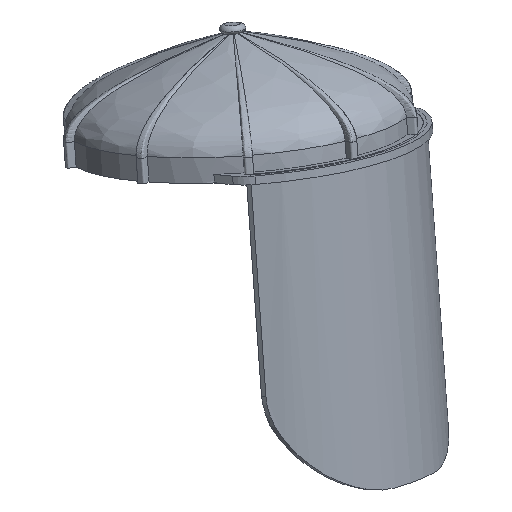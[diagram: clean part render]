
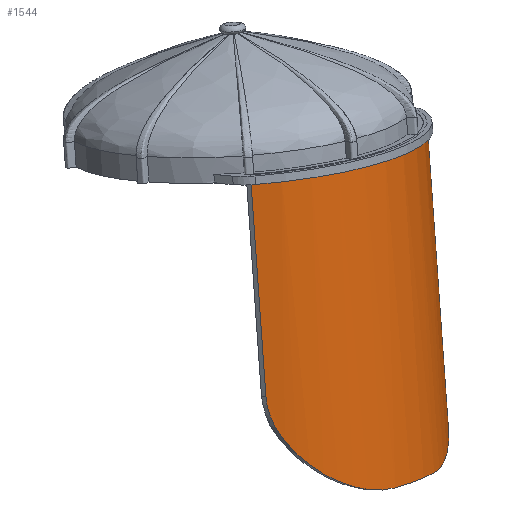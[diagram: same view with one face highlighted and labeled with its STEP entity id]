
A CAD part, front view. The second image highlights one B-rep face of the part: STEP entity #1544.
In plain terms, the highlighted cylindrical face has radius 107 mm (diameter 214 mm), a partial arc.
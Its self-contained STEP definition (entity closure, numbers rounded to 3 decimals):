
#45=CYLINDRICAL_SURFACE('',#1689,107.);
#107=CIRCLE('',#1688,107.);
#108=CIRCLE('',#1690,107.);
#223=FACE_OUTER_BOUND('',#315,.T.);
#315=EDGE_LOOP('',(#1307,#1308,#1309,#1310,#1311,#1312));
#392=LINE('',#4673,#471);
#393=LINE('',#4677,#472);
#471=VECTOR('',#1946,10.);
#472=VECTOR('',#1949,10.);
#571=B_SPLINE_CURVE_WITH_KNOTS('',3,(#4592,#4593,#4594,#4595,#4596,#4597,
#4598,#4599,#4600,#4601,#4602,#4603,#4604,#4605,#4606,#4607,#4608,#4609),
 .UNSPECIFIED.,.F.,.F.,(4,2,2,2,2,2,2,2,4),(20.592,21.902,
23.211,24.52,25.829,27.19,28.552,
29.913,31.274),.UNSPECIFIED.);
#576=B_SPLINE_CURVE_WITH_KNOTS('',3,(#4678,#4679,#4680,#4681,#4682,#4683,
#4684,#4685,#4686,#4687,#4688,#4689,#4690,#4691,#4692,#4693,#4694,#4695),
 .UNSPECIFIED.,.F.,.F.,(4,2,2,2,2,2,2,2,4),(9.91,11.272,
12.633,13.994,15.356,16.665,17.974,
19.283,20.592),.UNSPECIFIED.);
#688=VERTEX_POINT('',#4590);
#689=VERTEX_POINT('',#4591);
#698=VERTEX_POINT('',#4668);
#699=VERTEX_POINT('',#4672);
#700=VERTEX_POINT('',#4674);
#701=VERTEX_POINT('',#4676);
#897=EDGE_CURVE('',#688,#689,#571,.T.);
#908=EDGE_CURVE('',#689,#698,#107,.T.);
#910=EDGE_CURVE('',#699,#688,#392,.T.);
#911=EDGE_CURVE('',#700,#699,#108,.T.);
#912=EDGE_CURVE('',#700,#701,#393,.T.);
#913=EDGE_CURVE('',#698,#701,#576,.T.);
#1307=ORIENTED_EDGE('',*,*,#897,.F.);
#1308=ORIENTED_EDGE('',*,*,#910,.F.);
#1309=ORIENTED_EDGE('',*,*,#911,.F.);
#1310=ORIENTED_EDGE('',*,*,#912,.T.);
#1311=ORIENTED_EDGE('',*,*,#913,.F.);
#1312=ORIENTED_EDGE('',*,*,#908,.F.);
#1544=ADVANCED_FACE('',(#223),#45,.T.);
#1688=AXIS2_PLACEMENT_3D('',#4669,#1941,#1942);
#1689=AXIS2_PLACEMENT_3D('',#4671,#1944,#1945);
#1690=AXIS2_PLACEMENT_3D('',#4675,#1947,#1948);
#1941=DIRECTION('center_axis',(0.068,0.219,-0.973));
#1942=DIRECTION('ref_axis',(0.867,0.471,0.166));
#1944=DIRECTION('center_axis',(0.068,0.219,-0.973));
#1945=DIRECTION('ref_axis',(0.867,0.471,0.166));
#1946=DIRECTION('',(0.068,0.219,-0.973));
#1947=DIRECTION('center_axis',(-0.068,-0.219,0.973));
#1948=DIRECTION('ref_axis',(0.867,0.471,0.166));
#1949=DIRECTION('',(0.068,0.219,-0.973));
#4590=CARTESIAN_POINT('',(161.362,51.85,-130.454));
#4591=CARTESIAN_POINT('',(161.807,-8.125,-210.683));
#4592=CARTESIAN_POINT('Ctrl Pts',(161.362,51.85,-130.454));
#4593=CARTESIAN_POINT('Ctrl Pts',(161.657,52.805,-134.702));
#4594=CARTESIAN_POINT('Ctrl Pts',(162.181,53.074,-139.069));
#4595=CARTESIAN_POINT('Ctrl Pts',(163.535,52.358,-147.787));
#4596=CARTESIAN_POINT('Ctrl Pts',(164.359,51.379,-152.14));
#4597=CARTESIAN_POINT('Ctrl Pts',(166.022,48.467,-160.612));
#4598=CARTESIAN_POINT('Ctrl Pts',(166.859,46.534,-164.739));
#4599=CARTESIAN_POINT('Ctrl Pts',(168.301,42.037,-172.575));
#4600=CARTESIAN_POINT('Ctrl Pts',(168.904,39.473,-176.285));
#4601=CARTESIAN_POINT('Ctrl Pts',(169.758,33.964,-183.225));
#4602=CARTESIAN_POINT('Ctrl Pts',(170.031,30.782,-186.716));
#4603=CARTESIAN_POINT('Ctrl Pts',(170.044,23.857,-193.281));
#4604=CARTESIAN_POINT('Ctrl Pts',(169.784,20.115,-196.356));
#4605=CARTESIAN_POINT('Ctrl Pts',(168.61,12.307,-201.824));
#4606=CARTESIAN_POINT('Ctrl Pts',(167.695,8.236,-204.221));
#4607=CARTESIAN_POINT('Ctrl Pts',(165.209,0.031,-208.135));
#4608=CARTESIAN_POINT('Ctrl Pts',(163.637,-4.103,-209.652));
#4609=CARTESIAN_POINT('Ctrl Pts',(161.807,-8.125,-210.683));
#4668=CARTESIAN_POINT('',(139.555,-39.508,-219.284));
#4669=CARTESIAN_POINT('Origin',(64.16,35.52,-207.649));
#4671=CARTESIAN_POINT('Origin',(51.32,-6.064,-22.701));
#4672=CARTESIAN_POINT('',(152.577,23.398,-3.91));
#4673=CARTESIAN_POINT('',(152.915,24.493,-8.777));
#4674=CARTESIAN_POINT('',(56.944,-111.477,-40.875));
#4675=CARTESIAN_POINT('Origin',(50.982,-7.158,-17.834));
#4676=CARTESIAN_POINT('',(65.73,-83.025,-167.418));
#4677=CARTESIAN_POINT('',(57.282,-110.383,-45.742));
#4678=CARTESIAN_POINT('Ctrl Pts',(139.555,-39.508,-219.284));
#4679=CARTESIAN_POINT('Ctrl Pts',(136.35,-42.587,-220.199));
#4680=CARTESIAN_POINT('Ctrl Pts',(132.832,-45.633,-220.65));
#4681=CARTESIAN_POINT('Ctrl Pts',(125.395,-51.422,-220.571));
#4682=CARTESIAN_POINT('Ctrl Pts',(121.478,-54.166,-220.042));
#4683=CARTESIAN_POINT('Ctrl Pts',(113.54,-59.209,-218.096));
#4684=CARTESIAN_POINT('Ctrl Pts',(109.513,-61.513,-216.678));
#4685=CARTESIAN_POINT('Ctrl Pts',(101.667,-65.634,-213.14));
#4686=CARTESIAN_POINT('Ctrl Pts',(97.849,-67.453,-211.02));
#4687=CARTESIAN_POINT('Ctrl Pts',(90.879,-70.571,-206.444));
#4688=CARTESIAN_POINT('Ctrl Pts',(87.441,-72.003,-203.83));
#4689=CARTESIAN_POINT('Ctrl Pts',(80.947,-74.632,-197.947));
#4690=CARTESIAN_POINT('Ctrl Pts',(77.889,-75.831,-194.678));
#4691=CARTESIAN_POINT('Ctrl Pts',(72.582,-78.059,-187.615));
#4692=CARTESIAN_POINT('Ctrl Pts',(70.331,-79.093,-183.814));
#4693=CARTESIAN_POINT('Ctrl Pts',(67.049,-81.096,-175.84));
#4694=CARTESIAN_POINT('Ctrl Pts',(66.025,-82.07,-171.666));
#4695=CARTESIAN_POINT('Ctrl Pts',(65.73,-83.025,-167.418));
